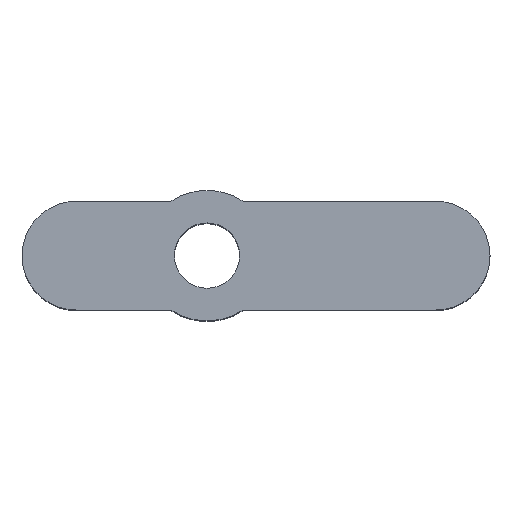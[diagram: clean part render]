
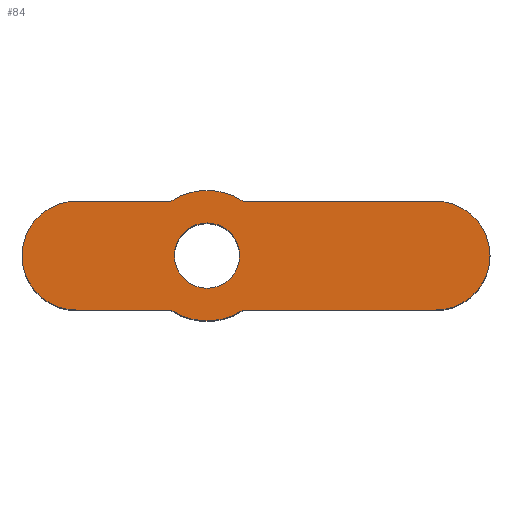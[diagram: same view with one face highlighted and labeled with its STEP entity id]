
A CAD part, top view. The second image highlights one B-rep face of the part: STEP entity #84.
In plain terms, the highlighted planar face has unit normal (0, 0, 1).
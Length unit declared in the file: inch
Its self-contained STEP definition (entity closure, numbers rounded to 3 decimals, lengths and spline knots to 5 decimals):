
#3 = EDGE_CURVE ( 'NONE', #949, #871, #922, .T. ) ;
#11 = DIRECTION ( 'NONE',  ( 1., 0., 0. ) ) ;
#14 = CARTESIAN_POINT ( 'NONE',  ( 0., 0., 9.5 ) ) ;
#24 = ORIENTED_EDGE ( 'NONE', *, *, #3, .T. ) ;
#28 = DIRECTION ( 'NONE',  ( 0., 0., 1. ) ) ;
#35 = DIRECTION ( 'NONE',  ( 1., 0., 0. ) ) ;
#40 = EDGE_CURVE ( 'NONE', #660, #866, #286, .T. ) ;
#46 = CARTESIAN_POINT ( 'NONE',  ( -1.65831, 2.5, 9.5 ) ) ;
#49 = EDGE_CURVE ( 'NONE', #871, #774, #804, .T. ) ;
#50 = LINE ( 'NONE', #311, #562 ) ;
#82 = EDGE_CURVE ( 'NONE', #774, #164, #129, .T. ) ;
#84 = ADVANCED_FACE ( 'NONE', ( #539, #100 ), #547, .T. ) ;
#100 = FACE_BOUND ( 'NONE', #614, .T. ) ;
#123 = EDGE_CURVE ( 'NONE', #348, #144, #50, .T. ) ;
#129 = CIRCLE ( 'NONE', #1004, 3. ) ;
#141 = DIRECTION ( 'NONE',  ( 1., 0., 0. ) ) ;
#144 = VERTEX_POINT ( 'NONE', #815 ) ;
#164 = VERTEX_POINT ( 'NONE', #745 ) ;
#167 = DIRECTION ( 'NONE',  ( 0., 0., 1. ) ) ;
#258 = CIRCLE ( 'NONE', #952, 3. ) ;
#285 = EDGE_CURVE ( 'NONE', #1072, #947, #368, .T. ) ;
#286 = LINE ( 'NONE', #799, #857 ) ;
#293 = CARTESIAN_POINT ( 'NONE',  ( 0., 0., 9.5 ) ) ;
#303 = ORIENTED_EDGE ( 'NONE', *, *, #40, .T. ) ;
#311 = CARTESIAN_POINT ( 'NONE',  ( 1.65831, 2.5, 9.5 ) ) ;
#319 = CARTESIAN_POINT ( 'NONE',  ( -6., 2.5, 9.5 ) ) ;
#326 = DIRECTION ( 'NONE',  ( 1., 0., 0. ) ) ;
#327 = EDGE_CURVE ( 'NONE', #144, #660, #258, .T. ) ;
#348 = VERTEX_POINT ( 'NONE', #1093 ) ;
#355 = DIRECTION ( 'NONE',  ( 1., 0., 0. ) ) ;
#368 = CIRCLE ( 'NONE', #1023, 1.5 ) ;
#391 = CIRCLE ( 'NONE', #607, 2.5 ) ;
#402 = ORIENTED_EDGE ( 'NONE', *, *, #606, .T. ) ;
#407 = DIRECTION ( 'NONE',  ( -1., 0., 0. ) ) ;
#414 = CARTESIAN_POINT ( 'NONE',  ( 10.5, -2.5, 9.5 ) ) ;
#416 = ORIENTED_EDGE ( 'NONE', *, *, #327, .T. ) ;
#448 = EDGE_CURVE ( 'NONE', #164, #1021, #601, .T. ) ;
#465 = CARTESIAN_POINT ( 'NONE',  ( 1.5, 0., 9.5 ) ) ;
#466 = EDGE_CURVE ( 'NONE', #1021, #348, #626, .T. ) ;
#467 = DIRECTION ( 'NONE',  ( -1., 0., 0. ) ) ;
#471 = DIRECTION ( 'NONE',  ( 0., 0., 1. ) ) ;
#472 = DIRECTION ( 'NONE',  ( -1., 0., 0. ) ) ;
#517 = CARTESIAN_POINT ( 'NONE',  ( -6., 0., 9.5 ) ) ;
#539 = FACE_OUTER_BOUND ( 'NONE', #751, .T. ) ;
#547 = PLANE ( 'NONE',  #801 ) ;
#557 = CARTESIAN_POINT ( 'NONE',  ( 0., 0., 9.5 ) ) ;
#562 = VECTOR ( 'NONE', #472, 39.37008 ) ;
#568 = ORIENTED_EDGE ( 'NONE', *, *, #123, .T. ) ;
#576 = AXIS2_PLACEMENT_3D ( 'NONE', #706, #1067, #1053 ) ;
#582 = ORIENTED_EDGE ( 'NONE', *, *, #466, .T. ) ;
#595 = CARTESIAN_POINT ( 'NONE',  ( -6., -2.5, 9.5 ) ) ;
#601 = LINE ( 'NONE', #414, #844 ) ;
#606 = EDGE_CURVE ( 'NONE', #866, #949, #391, .T. ) ;
#607 = AXIS2_PLACEMENT_3D ( 'NONE', #517, #167, #11 ) ;
#614 = EDGE_LOOP ( 'NONE', ( #1109, #921 ) ) ;
#617 = CARTESIAN_POINT ( 'NONE',  ( -6., -2.5, 9.5 ) ) ;
#626 = CIRCLE ( 'NONE', #861, 2.5 ) ;
#632 = DIRECTION ( 'NONE',  ( 0., 0., 1. ) ) ;
#638 = DIRECTION ( 'NONE',  ( 1., 0., 0. ) ) ;
#639 = CARTESIAN_POINT ( 'NONE',  ( -1.65831, -2.5, 9.5 ) ) ;
#640 = CARTESIAN_POINT ( 'NONE',  ( 0., 0., 9.5 ) ) ;
#660 = VERTEX_POINT ( 'NONE', #46 ) ;
#698 = CARTESIAN_POINT ( 'NONE',  ( -8.5, 0., 9.5 ) ) ;
#706 = CARTESIAN_POINT ( 'NONE',  ( -6., 0., 9.5 ) ) ;
#712 = DIRECTION ( 'NONE',  ( 0., 0., 1. ) ) ;
#715 = AXIS2_PLACEMENT_3D ( 'NONE', #14, #632, #1032 ) ;
#719 = CARTESIAN_POINT ( 'NONE',  ( 10.5, -2.5, 9.5 ) ) ;
#745 = CARTESIAN_POINT ( 'NONE',  ( 1.65831, -2.5, 9.5 ) ) ;
#751 = EDGE_LOOP ( 'NONE', ( #416, #303, #402, #24, #839, #1104, #901, #582, #568 ) ) ;
#763 = DIRECTION ( 'NONE',  ( 0., 0., 1. ) ) ;
#774 = VERTEX_POINT ( 'NONE', #639 ) ;
#799 = CARTESIAN_POINT ( 'NONE',  ( -6., 2.5, 9.5 ) ) ;
#801 = AXIS2_PLACEMENT_3D ( 'NONE', #1062, #28, #638 ) ;
#804 = LINE ( 'NONE', #617, #1110 ) ;
#815 = CARTESIAN_POINT ( 'NONE',  ( 1.65831, 2.5, 9.5 ) ) ;
#839 = ORIENTED_EDGE ( 'NONE', *, *, #49, .T. ) ;
#844 = VECTOR ( 'NONE', #326, 39.37008 ) ;
#857 = VECTOR ( 'NONE', #467, 39.37008 ) ;
#861 = AXIS2_PLACEMENT_3D ( 'NONE', #1098, #763, #407 ) ;
#866 = VERTEX_POINT ( 'NONE', #319 ) ;
#871 = VERTEX_POINT ( 'NONE', #595 ) ;
#878 = DIRECTION ( 'NONE',  ( 1., 0., 0. ) ) ;
#901 = ORIENTED_EDGE ( 'NONE', *, *, #448, .T. ) ;
#907 = DIRECTION ( 'NONE',  ( 0., 0., 1. ) ) ;
#921 = ORIENTED_EDGE ( 'NONE', *, *, #962, .F. ) ;
#922 = CIRCLE ( 'NONE', #576, 2.5 ) ;
#947 = VERTEX_POINT ( 'NONE', #465 ) ;
#949 = VERTEX_POINT ( 'NONE', #698 ) ;
#952 = AXIS2_PLACEMENT_3D ( 'NONE', #640, #907, #141 ) ;
#953 = CIRCLE ( 'NONE', #715, 1.5 ) ;
#962 = EDGE_CURVE ( 'NONE', #947, #1072, #953, .T. ) ;
#1004 = AXIS2_PLACEMENT_3D ( 'NONE', #293, #712, #355 ) ;
#1021 = VERTEX_POINT ( 'NONE', #719 ) ;
#1023 = AXIS2_PLACEMENT_3D ( 'NONE', #557, #471, #35 ) ;
#1032 = DIRECTION ( 'NONE',  ( 1., 0., 0. ) ) ;
#1053 = DIRECTION ( 'NONE',  ( 1., 0., 0. ) ) ;
#1062 = CARTESIAN_POINT ( 'NONE',  ( 0., 0., 9.5 ) ) ;
#1067 = DIRECTION ( 'NONE',  ( 0., 0., 1. ) ) ;
#1072 = VERTEX_POINT ( 'NONE', #1073 ) ;
#1073 = CARTESIAN_POINT ( 'NONE',  ( -1.5, 0., 9.5 ) ) ;
#1093 = CARTESIAN_POINT ( 'NONE',  ( 10.5, 2.5, 9.5 ) ) ;
#1098 = CARTESIAN_POINT ( 'NONE',  ( 10.5, 0., 9.5 ) ) ;
#1104 = ORIENTED_EDGE ( 'NONE', *, *, #82, .T. ) ;
#1109 = ORIENTED_EDGE ( 'NONE', *, *, #285, .F. ) ;
#1110 = VECTOR ( 'NONE', #878, 39.37008 ) ;
